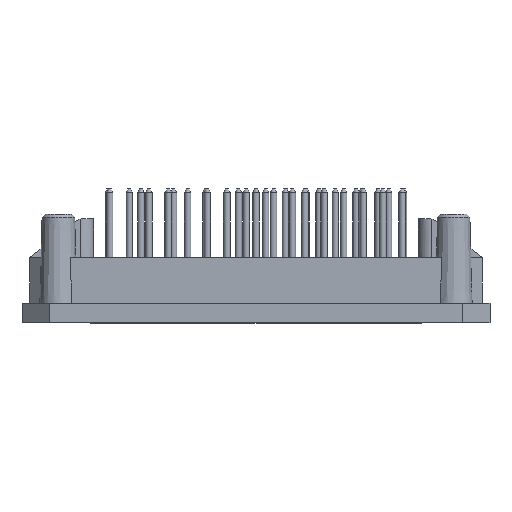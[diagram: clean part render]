
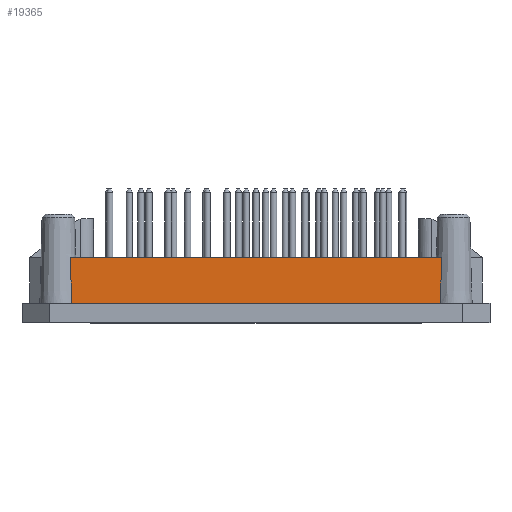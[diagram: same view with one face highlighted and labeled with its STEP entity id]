
A CAD part, front view. The second image highlights one B-rep face of the part: STEP entity #19365.
In plain terms, the highlighted planar face has unit normal (0, -1, 0).
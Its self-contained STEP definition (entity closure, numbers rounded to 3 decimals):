
#42=B_SPLINE_CURVE_WITH_KNOTS('',3,(#25531,#25532,#25533,#25534,#25535,
#25536),.UNSPECIFIED.,.F.,.F.,(4,2,4),(0.,0.5,1.),.UNSPECIFIED.);
#56=B_SPLINE_CURVE_WITH_KNOTS('',3,(#26214,#26215,#26216,#26217,#26218,
#26219),.UNSPECIFIED.,.F.,.F.,(4,2,4),(0.,0.5,1.),.UNSPECIFIED.);
#1358=ORIENTED_EDGE('',*,*,#4575,.T.);
#1359=ORIENTED_EDGE('',*,*,#4347,.F.);
#1360=ORIENTED_EDGE('',*,*,#4581,.T.);
#1361=ORIENTED_EDGE('',*,*,#4579,.F.);
#4347=EDGE_CURVE('',#6106,#6107,#42,.T.);
#4575=EDGE_CURVE('',#6268,#6107,#7479,.T.);
#4579=EDGE_CURVE('',#6268,#6269,#56,.T.);
#4581=EDGE_CURVE('',#6106,#6269,#7482,.T.);
#6106=VERTEX_POINT('',#25530);
#6107=VERTEX_POINT('',#25537);
#6268=VERTEX_POINT('',#26207);
#6269=VERTEX_POINT('',#26220);
#7479=LINE('',#26206,#8998);
#7482=LINE('',#26223,#9001);
#8998=VECTOR('',#22082,1000.);
#9001=VECTOR('',#22097,1000.);
#10533=EDGE_LOOP('',(#1358,#1359,#1360,#1361));
#11688=FACE_BOUND('',#10533,.T.);
#12653=PLANE('',#20372);
#19365=ADVANCED_FACE('',(#11688),#12653,.T.);
#20372=AXIS2_PLACEMENT_3D('',#26225,#22099,#22100);
#22082=DIRECTION('',(1.,0.,0.));
#22097=DIRECTION('',(-1.,0.,0.));
#22099=DIRECTION('',(0.,-1.,0.));
#22100=DIRECTION('',(1.,0.,0.));
#25530=CARTESIAN_POINT('',(28.595,-16.825,10.05));
#25531=CARTESIAN_POINT('',(28.595,-16.825,10.05));
#25532=CARTESIAN_POINT('',(28.55,-16.825,8.883));
#25533=CARTESIAN_POINT('',(28.506,-16.825,7.717));
#25534=CARTESIAN_POINT('',(28.418,-16.825,5.383));
#25535=CARTESIAN_POINT('',(28.375,-16.825,4.217));
#25536=CARTESIAN_POINT('',(28.333,-16.825,3.05));
#25537=CARTESIAN_POINT('',(28.333,-16.825,3.05));
#26206=CARTESIAN_POINT('',(34.8,-16.825,3.05));
#26207=CARTESIAN_POINT('',(-28.333,-16.825,3.05));
#26214=CARTESIAN_POINT('',(-28.333,-16.825,3.05));
#26215=CARTESIAN_POINT('',(-28.375,-16.825,4.217));
#26216=CARTESIAN_POINT('',(-28.418,-16.825,5.383));
#26217=CARTESIAN_POINT('',(-28.506,-16.825,7.717));
#26218=CARTESIAN_POINT('',(-28.55,-16.825,8.883));
#26219=CARTESIAN_POINT('',(-28.595,-16.825,10.05));
#26220=CARTESIAN_POINT('',(-28.595,-16.825,10.05));
#26223=CARTESIAN_POINT('',(34.8,-16.825,10.05));
#26225=CARTESIAN_POINT('',(34.8,-16.825,10.05));
